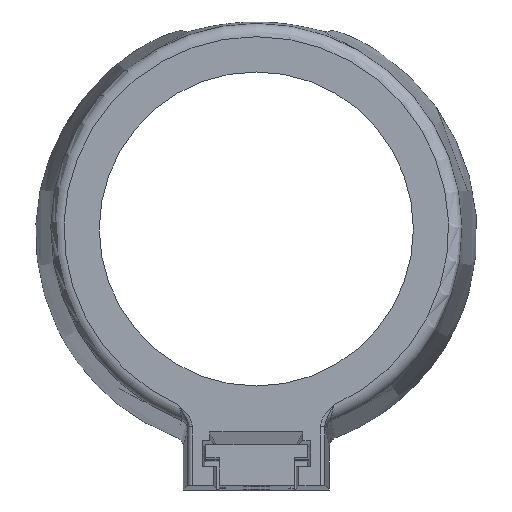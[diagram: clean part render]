
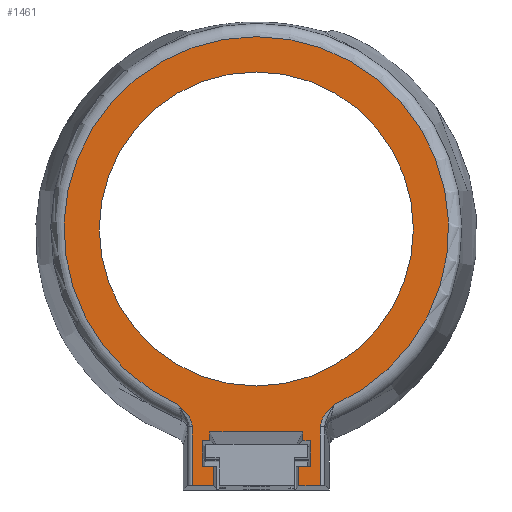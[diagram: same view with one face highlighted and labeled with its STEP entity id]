
A CAD part, front view. The second image highlights one B-rep face of the part: STEP entity #1461.
In plain terms, the highlighted planar face has unit normal (0, -1, 0).
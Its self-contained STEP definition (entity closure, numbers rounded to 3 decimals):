
#75=FACE_BOUND($,#445,.T.);
#90=LINE($,#2168,#208);
#91=LINE($,#2170,#209);
#92=LINE($,#2172,#210);
#93=LINE($,#2174,#211);
#94=LINE($,#2176,#212);
#95=LINE($,#2178,#213);
#96=LINE($,#2180,#214);
#97=LINE($,#2182,#215);
#98=LINE($,#2184,#216);
#99=LINE($,#2186,#217);
#100=LINE($,#2188,#218);
#101=LINE($,#2190,#219);
#102=LINE($,#2192,#220);
#103=LINE($,#2194,#221);
#104=LINE($,#2196,#222);
#208=VECTOR($,#1705,13.25);
#209=VECTOR($,#1706,4.909);
#210=VECTOR($,#1707,4.3);
#211=VECTOR($,#1708,2.65);
#212=VECTOR($,#1709,5.856);
#213=VECTOR($,#1710,1.75);
#214=VECTOR($,#1711,1.965);
#215=VECTOR($,#1712,21.);
#216=VECTOR($,#1713,1.965);
#217=VECTOR($,#1714,1.75);
#218=VECTOR($,#1715,5.856);
#219=VECTOR($,#1716,2.65);
#220=VECTOR($,#1717,4.3);
#221=VECTOR($,#1718,4.909);
#222=VECTOR($,#1719,13.25);
#326=PLANE($,#1550);
#362=FACE_OUTER_BOUND($,#444,.T.);
#444=EDGE_LOOP($,(#1016,#1017,#1018,#1019,#1020,#1021,#1022,#1023,#1024,
#1025,#1026,#1027,#1028,#1029,#1030,#1031,#1032,#1033));
#445=EDGE_LOOP($,(#1034));
#542=B_SPLINE_CURVE_WITH_KNOTS($,3,(#2157,#2158,#2159,#2160,#2161,#2162,
#2163,#2164,#2165,#2166),.UNSPECIFIED.,.F.,.F.,(4,2,2,2,4),(0.,
0.001,0.003,0.004,0.006),
 .UNSPECIFIED.);
#543=B_SPLINE_CURVE_WITH_KNOTS($,3,(#2197,#2198,#2199,#2200,#2201,#2202,
#2203,#2204,#2205,#2206,#2207,#2208),.UNSPECIFIED.,.F.,.F.,(4,2,2,2,2,4),
(0.,0.001,0.003,0.004,0.005,
0.006),.UNSPECIFIED.);
#570=CIRCLE($,#1549,43.482);
#571=CIRCLE($,#1551,35.504);
#641=VERTEX_POINT($,#2116);
#642=VERTEX_POINT($,#2135);
#643=VERTEX_POINT($,#2156);
#644=VERTEX_POINT($,#2167);
#645=VERTEX_POINT($,#2169);
#646=VERTEX_POINT($,#2171);
#647=VERTEX_POINT($,#2173);
#648=VERTEX_POINT($,#2175);
#649=VERTEX_POINT($,#2177);
#650=VERTEX_POINT($,#2179);
#651=VERTEX_POINT($,#2181);
#652=VERTEX_POINT($,#2183);
#653=VERTEX_POINT($,#2185);
#654=VERTEX_POINT($,#2187);
#655=VERTEX_POINT($,#2189);
#656=VERTEX_POINT($,#2191);
#657=VERTEX_POINT($,#2193);
#658=VERTEX_POINT($,#2195);
#659=VERTEX_POINT($,#2209);
#791=EDGE_CURVE($,#642,#641,#570,.T.);
#793=EDGE_CURVE($,#641,#643,#542,.T.);
#794=EDGE_CURVE($,#643,#644,#90,.T.);
#795=EDGE_CURVE($,#645,#644,#91,.T.);
#796=EDGE_CURVE($,#645,#646,#92,.T.);
#797=EDGE_CURVE($,#646,#647,#93,.T.);
#798=EDGE_CURVE($,#647,#648,#94,.T.);
#799=EDGE_CURVE($,#648,#649,#95,.T.);
#800=EDGE_CURVE($,#649,#650,#96,.T.);
#801=EDGE_CURVE($,#650,#651,#97,.T.);
#802=EDGE_CURVE($,#652,#651,#98,.T.);
#803=EDGE_CURVE($,#653,#652,#99,.T.);
#804=EDGE_CURVE($,#653,#654,#100,.T.);
#805=EDGE_CURVE($,#654,#655,#101,.T.);
#806=EDGE_CURVE($,#655,#656,#102,.T.);
#807=EDGE_CURVE($,#657,#656,#103,.T.);
#808=EDGE_CURVE($,#657,#658,#104,.T.);
#809=EDGE_CURVE($,#658,#642,#543,.T.);
#810=EDGE_CURVE($,#659,#659,#571,.T.);
#1016=ORIENTED_EDGE($,*,*,#791,.T.);
#1017=ORIENTED_EDGE($,*,*,#793,.T.);
#1018=ORIENTED_EDGE($,*,*,#794,.T.);
#1019=ORIENTED_EDGE($,*,*,#795,.F.);
#1020=ORIENTED_EDGE($,*,*,#796,.T.);
#1021=ORIENTED_EDGE($,*,*,#797,.T.);
#1022=ORIENTED_EDGE($,*,*,#798,.T.);
#1023=ORIENTED_EDGE($,*,*,#799,.T.);
#1024=ORIENTED_EDGE($,*,*,#800,.T.);
#1025=ORIENTED_EDGE($,*,*,#801,.T.);
#1026=ORIENTED_EDGE($,*,*,#802,.F.);
#1027=ORIENTED_EDGE($,*,*,#803,.F.);
#1028=ORIENTED_EDGE($,*,*,#804,.T.);
#1029=ORIENTED_EDGE($,*,*,#805,.T.);
#1030=ORIENTED_EDGE($,*,*,#806,.T.);
#1031=ORIENTED_EDGE($,*,*,#807,.F.);
#1032=ORIENTED_EDGE($,*,*,#808,.T.);
#1033=ORIENTED_EDGE($,*,*,#809,.T.);
#1034=ORIENTED_EDGE($,*,*,#810,.F.);
#1461=ADVANCED_FACE($,(#362,#75),#326,.T.);
#1549=AXIS2_PLACEMENT_3D($,#2136,#1701,#1702);
#1550=AXIS2_PLACEMENT_3D($,#2155,#1703,#1704);
#1551=AXIS2_PLACEMENT_3D($,#2210,#1720,#1721);
#1701=DIRECTION('center_axis',(0.,-1.,0.));
#1702=DIRECTION('ref_axis',(0.,0.,-1.));
#1703=DIRECTION('center_axis',(0.,-1.,0.));
#1704=DIRECTION('ref_axis',(0.,0.,-1.));
#1705=DIRECTION($,(0.,0.,-1.));
#1706=DIRECTION($,(-1.,0.,0.));
#1707=DIRECTION($,(0.,0.,1.));
#1708=DIRECTION($,(-1.,0.,0.));
#1709=DIRECTION($,(0.,0.,1.));
#1710=DIRECTION($,(1.,0.,0.));
#1711=DIRECTION($,(0.,0.,1.));
#1712=DIRECTION($,(1.,0.,0.));
#1713=DIRECTION($,(0.,0.,1.));
#1714=DIRECTION($,(-1.,0.,0.));
#1715=DIRECTION($,(0.,0.,-1.));
#1716=DIRECTION($,(-1.,0.,0.));
#1717=DIRECTION($,(0.,0.,-1.));
#1718=DIRECTION($,(-1.,0.,0.));
#1719=DIRECTION($,(0.,0.,1.));
#1720=DIRECTION('center_axis',(0.,-1.,0.));
#1721=DIRECTION('ref_axis',(0.,0.,-1.));
#2116=CARTESIAN_POINT('',(-17.483,0.,-39.813));
#2135=CARTESIAN_POINT('',(17.483,0.,-39.813));
#2136=CARTESIAN_POINT('Origin',(0.,0.,0.));
#2155=CARTESIAN_POINT('Origin',(0.,0.,0.));
#2156=CARTESIAN_POINT('',(-14.509,0.,-44.75));
#2157=CARTESIAN_POINT('Ctrl Pts',(-17.483,0.,-39.813));
#2158=CARTESIAN_POINT('Ctrl Pts',(-17.132,0.,-40.162));
#2159=CARTESIAN_POINT('Ctrl Pts',(-16.779,0.,-40.509));
#2160=CARTESIAN_POINT('Ctrl Pts',(-16.102,0.,-41.23));
#2161=CARTESIAN_POINT('Ctrl Pts',(-15.776,0.,-41.606));
#2162=CARTESIAN_POINT('Ctrl Pts',(-15.205,0.,-42.41));
#2163=CARTESIAN_POINT('Ctrl Pts',(-14.96,0.,-42.838));
#2164=CARTESIAN_POINT('Ctrl Pts',(-14.608,0.,-43.769));
#2165=CARTESIAN_POINT('Ctrl Pts',(-14.509,0.,-44.25));
#2166=CARTESIAN_POINT('Ctrl Pts',(-14.509,0.,-44.75));
#2167=CARTESIAN_POINT('',(-14.509,0.,-58.));
#2168=CARTESIAN_POINT($,(-14.509,0.,-44.75));
#2169=CARTESIAN_POINT('',(-9.6,0.,-58.));
#2170=CARTESIAN_POINT($,(-9.6,0.,-58.));
#2171=CARTESIAN_POINT('',(-9.6,0.,-53.7));
#2172=CARTESIAN_POINT($,(-9.6,0.,-58.));
#2173=CARTESIAN_POINT('',(-12.25,0.,-53.7));
#2174=CARTESIAN_POINT($,(-9.6,0.,-53.7));
#2175=CARTESIAN_POINT('',(-12.25,0.,-47.844));
#2176=CARTESIAN_POINT($,(-12.25,0.,-53.7));
#2177=CARTESIAN_POINT('',(-10.5,0.,-47.844));
#2178=CARTESIAN_POINT($,(-12.25,0.,-47.844));
#2179=CARTESIAN_POINT('',(-10.5,0.,-45.879));
#2180=CARTESIAN_POINT($,(-10.5,0.,-47.844));
#2181=CARTESIAN_POINT('',(10.5,0.,-45.879));
#2182=CARTESIAN_POINT($,(-10.5,0.,-45.879));
#2183=CARTESIAN_POINT('',(10.5,0.,-47.844));
#2184=CARTESIAN_POINT($,(10.5,0.,-47.844));
#2185=CARTESIAN_POINT('',(12.25,0.,-47.844));
#2186=CARTESIAN_POINT($,(12.25,0.,-47.844));
#2187=CARTESIAN_POINT('',(12.25,0.,-53.7));
#2188=CARTESIAN_POINT($,(12.25,0.,-47.844));
#2189=CARTESIAN_POINT('',(9.6,0.,-53.7));
#2190=CARTESIAN_POINT($,(12.25,0.,-53.7));
#2191=CARTESIAN_POINT('',(9.6,0.,-58.));
#2192=CARTESIAN_POINT($,(9.6,0.,-53.7));
#2193=CARTESIAN_POINT('',(14.509,0.,-58.));
#2194=CARTESIAN_POINT($,(14.509,0.,-58.));
#2195=CARTESIAN_POINT('',(14.509,0.,-44.75));
#2196=CARTESIAN_POINT($,(14.509,0.,-58.));
#2197=CARTESIAN_POINT('Ctrl Pts',(14.509,0.,-44.75));
#2198=CARTESIAN_POINT('Ctrl Pts',(14.509,0.,-44.25));
#2199=CARTESIAN_POINT('Ctrl Pts',(14.608,0.,-43.769));
#2200=CARTESIAN_POINT('Ctrl Pts',(14.96,0.,-42.838));
#2201=CARTESIAN_POINT('Ctrl Pts',(15.205,0.,-42.41));
#2202=CARTESIAN_POINT('Ctrl Pts',(15.776,0.,-41.606));
#2203=CARTESIAN_POINT('Ctrl Pts',(16.102,0.,-41.23));
#2204=CARTESIAN_POINT('Ctrl Pts',(16.61,0.,-40.689));
#2205=CARTESIAN_POINT('Ctrl Pts',(16.783,0.,-40.512));
#2206=CARTESIAN_POINT('Ctrl Pts',(17.131,0.,-40.161));
#2207=CARTESIAN_POINT('Ctrl Pts',(17.309,0.,-39.986));
#2208=CARTESIAN_POINT('Ctrl Pts',(17.483,0.,-39.813));
#2209=CARTESIAN_POINT('',(0.,0.,35.504));
#2210=CARTESIAN_POINT('Origin',(0.,0.,0.));
